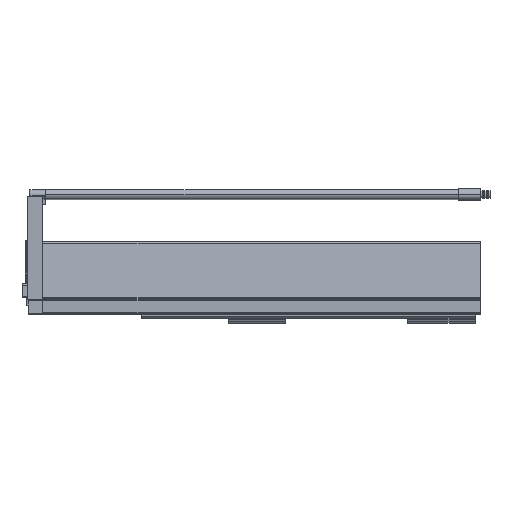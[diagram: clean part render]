
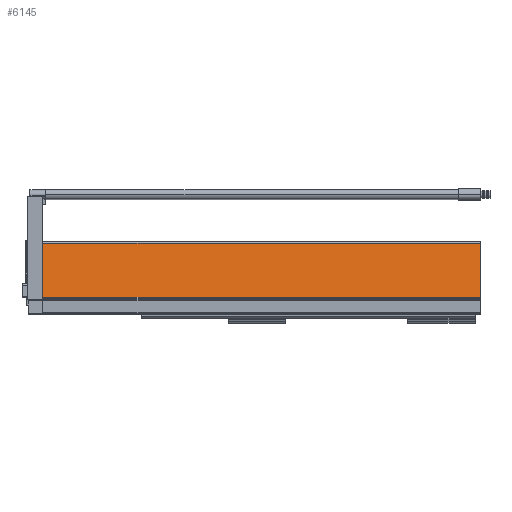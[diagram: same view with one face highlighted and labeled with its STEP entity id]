
A CAD part, top view. The second image highlights one B-rep face of the part: STEP entity #6145.
In plain terms, the highlighted planar face has unit normal (0, 0.139, 0.99).
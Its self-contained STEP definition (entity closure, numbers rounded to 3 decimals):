
#139 = EDGE_CURVE ( 'NONE', #8017, #8089, #4330, .T. ) ;
#657 = PLANE ( 'NONE',  #10326 ) ;
#706 = CARTESIAN_POINT ( 'NONE',  ( -523.5, 75.024, 25.028 ) ) ;
#800 = ORIENTED_EDGE ( 'NONE', *, *, #139, .F. ) ;
#959 = CARTESIAN_POINT ( 'NONE',  ( -543., 75.024, 25.028 ) ) ;
#1555 = CARTESIAN_POINT ( 'NONE',  ( -543., 75.024, 25.028 ) ) ;
#1757 = LINE ( 'NONE', #5630, #10829 ) ;
#2371 = ORIENTED_EDGE ( 'NONE', *, *, #10817, .F. ) ;
#2493 = DIRECTION ( 'NONE',  ( 0., 0.99, -0.139 ) ) ;
#2621 = FACE_OUTER_BOUND ( 'NONE', #11154, .T. ) ;
#3271 = LINE ( 'NONE', #7304, #9162 ) ;
#3377 = CARTESIAN_POINT ( 'NONE',  ( 0., 75.024, 25.028 ) ) ;
#4019 = CARTESIAN_POINT ( 'NONE',  ( 0., 75.024, 25.028 ) ) ;
#4187 = EDGE_CURVE ( 'NONE', #5759, #8089, #1757, .T. ) ;
#4330 = LINE ( 'NONE', #3377, #7008 ) ;
#5630 = CARTESIAN_POINT ( 'NONE',  ( 0., 10.222, 34.135 ) ) ;
#5759 = VERTEX_POINT ( 'NONE', #8397 ) ;
#6145 = ADVANCED_FACE ( 'NONE', ( #2621 ), #657, .T. ) ;
#6176 = VECTOR ( 'NONE', #9615, 1000. ) ;
#6279 = DIRECTION ( 'NONE',  ( 0., -0.99, 0.139 ) ) ;
#6434 = DIRECTION ( 'NONE',  ( 0., -0.99, 0.139 ) ) ;
#7008 = VECTOR ( 'NONE', #6279, 1000. ) ;
#7304 = CARTESIAN_POINT ( 'NONE',  ( -523.5, 75.024, 25.028 ) ) ;
#7854 = LINE ( 'NONE', #959, #6176 ) ;
#8017 = VERTEX_POINT ( 'NONE', #4019 ) ;
#8089 = VERTEX_POINT ( 'NONE', #12222 ) ;
#8397 = CARTESIAN_POINT ( 'NONE',  ( -523.5, 10.222, 34.135 ) ) ;
#9162 = VECTOR ( 'NONE', #2493, 1000. ) ;
#9461 = DIRECTION ( 'NONE',  ( 1., 0., 0. ) ) ;
#9615 = DIRECTION ( 'NONE',  ( 1., 0., 0. ) ) ;
#10211 = EDGE_CURVE ( 'NONE', #5759, #10737, #3271, .T. ) ;
#10326 = AXIS2_PLACEMENT_3D ( 'NONE', #1555, #12262, #6434 ) ;
#10737 = VERTEX_POINT ( 'NONE', #706 ) ;
#10817 = EDGE_CURVE ( 'NONE', #10737, #8017, #7854, .T. ) ;
#10829 = VECTOR ( 'NONE', #9461, 1000. ) ;
#11154 = EDGE_LOOP ( 'NONE', ( #11434, #12207, #800, #2371 ) ) ;
#11434 = ORIENTED_EDGE ( 'NONE', *, *, #10211, .F. ) ;
#12207 = ORIENTED_EDGE ( 'NONE', *, *, #4187, .T. ) ;
#12222 = CARTESIAN_POINT ( 'NONE',  ( 0., 10.222, 34.135 ) ) ;
#12262 = DIRECTION ( 'NONE',  ( 0., 0.139, 0.99 ) ) ;
